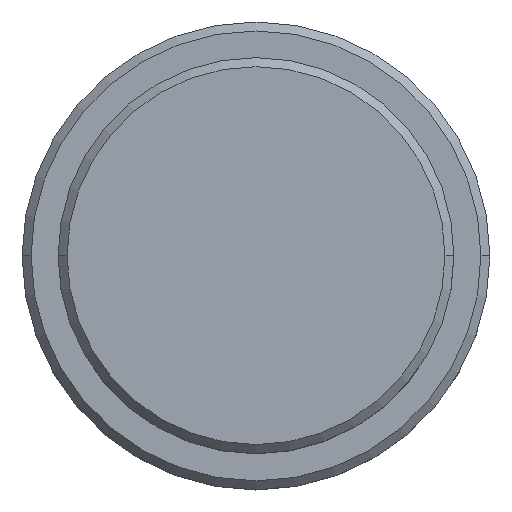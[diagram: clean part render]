
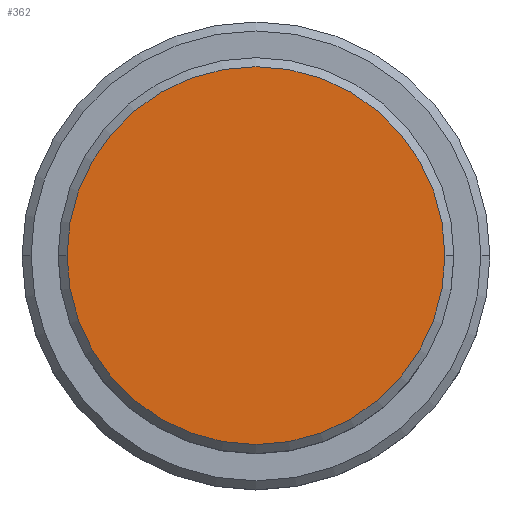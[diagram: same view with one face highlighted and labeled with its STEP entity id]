
A CAD part, top view. The second image highlights one B-rep face of the part: STEP entity #362.
In plain terms, the highlighted planar face has unit normal (0, 0, 1).
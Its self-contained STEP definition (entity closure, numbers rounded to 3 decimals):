
#71 = VERTEX_POINT ( 'NONE', #466 ) ;
#129 = ORIENTED_EDGE ( 'NONE', *, *, #1214, .T. ) ;
#139 = CARTESIAN_POINT ( 'NONE',  ( 0., 0., 0. ) ) ;
#173 = CIRCLE ( 'NONE', #840, 10.5 ) ;
#191 = CARTESIAN_POINT ( 'NONE',  ( 0., 0., 0. ) ) ;
#218 = AXIS2_PLACEMENT_3D ( 'NONE', #191, #858, #518 ) ;
#246 = CARTESIAN_POINT ( 'NONE',  ( -10.5, 0., 0. ) ) ;
#362 = ADVANCED_FACE ( 'NONE', ( #1003 ), #915, .T. ) ;
#459 = VERTEX_POINT ( 'NONE', #246 ) ;
#466 = CARTESIAN_POINT ( 'NONE',  ( 10.5, 0., 0. ) ) ;
#518 = DIRECTION ( 'NONE',  ( 1., 0., 0. ) ) ;
#582 = EDGE_CURVE ( 'NONE', #459, #71, #173, .T. ) ;
#583 = DIRECTION ( 'NONE',  ( 1., 0., 0. ) ) ;
#595 = DIRECTION ( 'NONE',  ( 0., 0., 1. ) ) ;
#633 = CIRCLE ( 'NONE', #218, 10.5 ) ;
#712 = DIRECTION ( 'NONE',  ( 0., 0., 1. ) ) ;
#840 = AXIS2_PLACEMENT_3D ( 'NONE', #1378, #712, #1270 ) ;
#858 = DIRECTION ( 'NONE',  ( 0., 0., 1. ) ) ;
#881 = AXIS2_PLACEMENT_3D ( 'NONE', #139, #595, #583 ) ;
#915 = PLANE ( 'NONE',  #881 ) ;
#1003 = FACE_OUTER_BOUND ( 'NONE', #1093, .T. ) ;
#1093 = EDGE_LOOP ( 'NONE', ( #1184, #129 ) ) ;
#1184 = ORIENTED_EDGE ( 'NONE', *, *, #582, .T. ) ;
#1214 = EDGE_CURVE ( 'NONE', #71, #459, #633, .T. ) ;
#1270 = DIRECTION ( 'NONE',  ( 1., 0., 0. ) ) ;
#1378 = CARTESIAN_POINT ( 'NONE',  ( 0., 0., 0. ) ) ;
